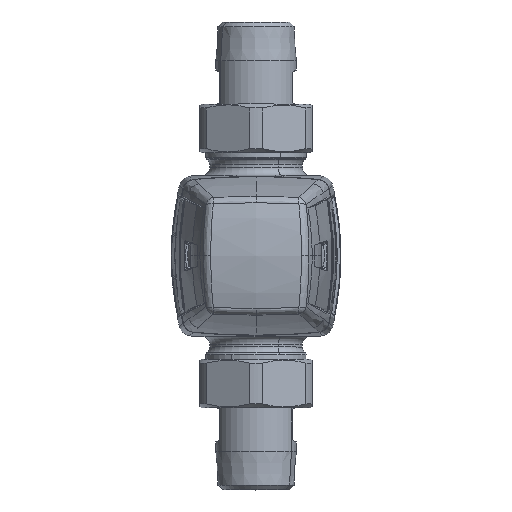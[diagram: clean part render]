
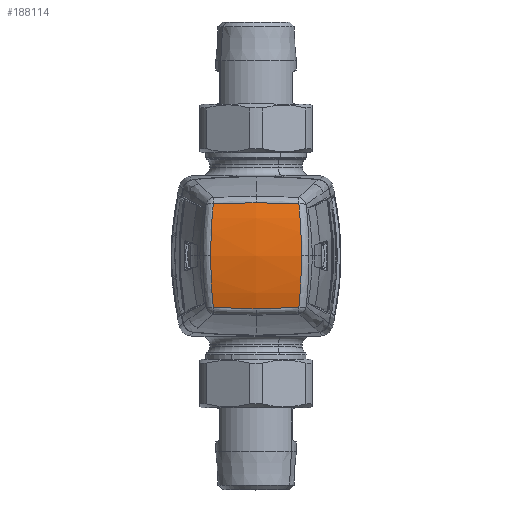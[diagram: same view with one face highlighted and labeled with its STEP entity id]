
A CAD part, top view. The second image highlights one B-rep face of the part: STEP entity #188114.
In plain terms, the highlighted face is a revolution surface.
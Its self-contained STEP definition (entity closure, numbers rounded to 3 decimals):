
#188030=CARTESIAN_POINT('Control Point',(-57.257,41.079,32.059)) ;
#188031=CARTESIAN_POINT('Control Point',(-62.197,26.863,41.1)) ;
#188032=CARTESIAN_POINT('Control Point',(-65.004,9.419,46.238)) ;
#188033=CARTESIAN_POINT('Control Point',(-65.005,-9.398,46.241)) ;
#188034=CARTESIAN_POINT('Control Point',(-62.201,-26.844,41.107)) ;
#188035=CARTESIAN_POINT('Control Point',(-57.263,-41.062,32.07)) ;
#188036=CARTESIAN_POINT('Axis1P Location',(0.,0.,-72.75)) ;
#188041=CARTESIAN_POINT('Control Point',(0.,17.448,57.791)) ;
#188042=CARTESIAN_POINT('Control Point',(-4.7,17.448,57.791)) ;
#188043=CARTESIAN_POINT('Control Point',(-9.399,17.314,57.571)) ;
#188044=CARTESIAN_POINT('Control Point',(-14.072,17.049,57.132)) ;
#188045=CARTESIAN_POINT('Vertex',(0.,17.448,57.791)) ;
#188047=CARTESIAN_POINT('Vertex',(-14.072,17.049,57.132)) ;
#188051=CARTESIAN_POINT('Control Point',(-14.944,0.,59.156)) ;
#188052=CARTESIAN_POINT('Control Point',(-14.944,5.732,59.156)) ;
#188053=CARTESIAN_POINT('Control Point',(-14.645,11.466,58.48)) ;
#188054=CARTESIAN_POINT('Control Point',(-14.072,17.049,57.132)) ;
#188055=CARTESIAN_POINT('Vertex',(-14.944,0.,59.156)) ;
#188059=CARTESIAN_POINT('Control Point',(-14.944,0.,59.156)) ;
#188060=CARTESIAN_POINT('Control Point',(-14.944,-5.732,59.156)) ;
#188061=CARTESIAN_POINT('Control Point',(-14.645,-11.466,58.48)) ;
#188062=CARTESIAN_POINT('Control Point',(-14.072,-17.049,57.132)) ;
#188063=CARTESIAN_POINT('Vertex',(-14.072,-17.049,57.132)) ;
#188067=CARTESIAN_POINT('Control Point',(0.,-17.448,57.791)) ;
#188068=CARTESIAN_POINT('Control Point',(-4.7,-17.448,57.791)) ;
#188069=CARTESIAN_POINT('Control Point',(-9.399,-17.314,57.571)) ;
#188070=CARTESIAN_POINT('Control Point',(-14.072,-17.049,57.132)) ;
#188071=CARTESIAN_POINT('Vertex',(0.,-17.448,57.791)) ;
#188075=CARTESIAN_POINT('Control Point',(0.,-17.448,57.791)) ;
#188076=CARTESIAN_POINT('Control Point',(4.7,-17.448,57.791)) ;
#188077=CARTESIAN_POINT('Control Point',(9.399,-17.314,57.571)) ;
#188078=CARTESIAN_POINT('Control Point',(14.072,-17.049,57.132)) ;
#188079=CARTESIAN_POINT('Vertex',(14.072,-17.049,57.132)) ;
#188083=CARTESIAN_POINT('Control Point',(14.944,0.,59.156)) ;
#188084=CARTESIAN_POINT('Control Point',(14.944,-5.732,59.156)) ;
#188085=CARTESIAN_POINT('Control Point',(14.645,-11.466,58.48)) ;
#188086=CARTESIAN_POINT('Control Point',(14.072,-17.049,57.132)) ;
#188087=CARTESIAN_POINT('Vertex',(14.944,0.,59.156)) ;
#188091=CARTESIAN_POINT('Control Point',(14.944,0.,59.156)) ;
#188092=CARTESIAN_POINT('Control Point',(14.944,5.732,59.156)) ;
#188093=CARTESIAN_POINT('Control Point',(14.645,11.466,58.48)) ;
#188094=CARTESIAN_POINT('Control Point',(14.072,17.049,57.132)) ;
#188095=CARTESIAN_POINT('Vertex',(14.072,17.049,57.132)) ;
#188099=CARTESIAN_POINT('Control Point',(0.,17.448,57.791)) ;
#188100=CARTESIAN_POINT('Control Point',(4.7,17.448,57.791)) ;
#188101=CARTESIAN_POINT('Control Point',(9.399,17.314,57.571)) ;
#188102=CARTESIAN_POINT('Control Point',(14.072,17.049,57.132)) ;
#188037=DIRECTION('Axis1P Direction',(-0.,1.,-0.)) ;
#188105=ORIENTED_EDGE('',*,*,#188049,.T.) ;
#188106=ORIENTED_EDGE('',*,*,#188057,.T.) ;
#188107=ORIENTED_EDGE('',*,*,#188065,.T.) ;
#188108=ORIENTED_EDGE('',*,*,#188073,.T.) ;
#188109=ORIENTED_EDGE('',*,*,#188081,.T.) ;
#188110=ORIENTED_EDGE('',*,*,#188089,.T.) ;
#188111=ORIENTED_EDGE('',*,*,#188097,.T.) ;
#188112=ORIENTED_EDGE('',*,*,#188103,.T.) ;
#188114=ADVANCED_FACE('PartBody',(#188113),#188039,.F.) ;
#188038=AXIS1_PLACEMENT('Revolution Surface Axis1P',#188036,#188037) ;
#188029=B_SPLINE_CURVE_WITH_KNOTS('',5,(#188030,#188031,#188032,#188033,#188034,#188035),.UNSPECIFIED.,.F.,.U.,(6,6),(-43.9,43.88),.UNSPECIFIED.) ;
#188040=B_SPLINE_CURVE_WITH_KNOTS('',3,(#188041,#188042,#188043,#188044),.UNSPECIFIED.,.F.,.U.,(4,4),(26.123,41.882),.UNSPECIFIED.) ;
#188050=B_SPLINE_CURVE_WITH_KNOTS('',3,(#188051,#188052,#188053,#188054),.UNSPECIFIED.,.F.,.U.,(4,4),(38.994,63.713),.UNSPECIFIED.) ;
#188058=B_SPLINE_CURVE_WITH_KNOTS('',3,(#188059,#188060,#188061,#188062),.UNSPECIFIED.,.F.,.U.,(4,4),(38.994,63.713),.UNSPECIFIED.) ;
#188066=B_SPLINE_CURVE_WITH_KNOTS('',3,(#188067,#188068,#188069,#188070),.UNSPECIFIED.,.F.,.U.,(4,4),(26.124,41.883),.UNSPECIFIED.) ;
#188074=B_SPLINE_CURVE_WITH_KNOTS('',3,(#188075,#188076,#188077,#188078),.UNSPECIFIED.,.F.,.U.,(4,4),(26.124,41.883),.UNSPECIFIED.) ;
#188082=B_SPLINE_CURVE_WITH_KNOTS('',3,(#188083,#188084,#188085,#188086),.UNSPECIFIED.,.F.,.U.,(4,4),(38.994,63.713),.UNSPECIFIED.) ;
#188090=B_SPLINE_CURVE_WITH_KNOTS('',3,(#188091,#188092,#188093,#188094),.UNSPECIFIED.,.F.,.U.,(4,4),(38.994,63.713),.UNSPECIFIED.) ;
#188098=B_SPLINE_CURVE_WITH_KNOTS('',3,(#188099,#188100,#188101,#188102),.UNSPECIFIED.,.F.,.U.,(4,4),(26.124,41.883),.UNSPECIFIED.) ;
#188049=EDGE_CURVE('',#188046,#188048,#188040,.T.) ;
#188057=EDGE_CURVE('',#188048,#188056,#188050,.F.) ;
#188065=EDGE_CURVE('',#188056,#188064,#188058,.T.) ;
#188073=EDGE_CURVE('',#188064,#188072,#188066,.F.) ;
#188081=EDGE_CURVE('',#188072,#188080,#188074,.T.) ;
#188089=EDGE_CURVE('',#188080,#188088,#188082,.F.) ;
#188097=EDGE_CURVE('',#188088,#188096,#188090,.T.) ;
#188103=EDGE_CURVE('',#188096,#188046,#188098,.F.) ;
#188104=EDGE_LOOP('',(#188105,#188106,#188107,#188108,#188109,#188110,#188111,#188112)) ;
#188113=FACE_OUTER_BOUND('',#188104,.T.) ;
#188039=SURFACE_OF_REVOLUTION('homeo Torus',#188029,#188038) ;
#188046=VERTEX_POINT('',#188045) ;
#188048=VERTEX_POINT('',#188047) ;
#188056=VERTEX_POINT('',#188055) ;
#188064=VERTEX_POINT('',#188063) ;
#188072=VERTEX_POINT('',#188071) ;
#188080=VERTEX_POINT('',#188079) ;
#188088=VERTEX_POINT('',#188087) ;
#188096=VERTEX_POINT('',#188095) ;
